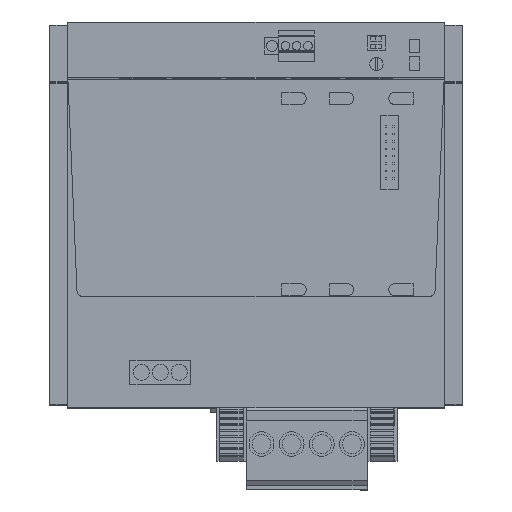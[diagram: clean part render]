
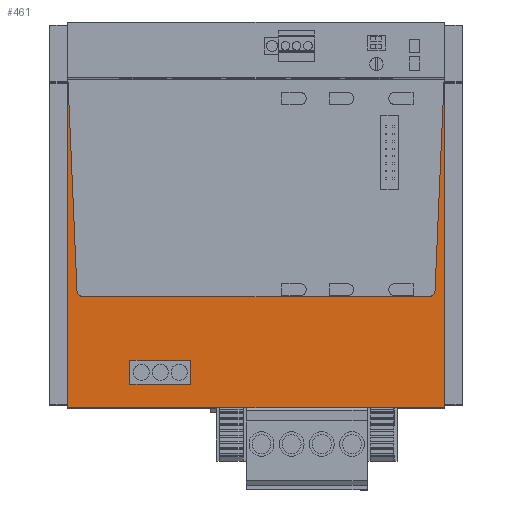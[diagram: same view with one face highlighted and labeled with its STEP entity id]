
A CAD part, top view. The second image highlights one B-rep face of the part: STEP entity #461.
In plain terms, the highlighted planar face has unit normal (0, 0, 1).
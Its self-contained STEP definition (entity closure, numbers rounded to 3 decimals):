
#371=AXIS2_PLACEMENT_3D('Plane Axis2P3D',#368,#369,#370) ;
#426=AXIS2_PLACEMENT_3D('Circle Axis2P3D',#424,#425,$) ;
#440=AXIS2_PLACEMENT_3D('Circle Axis2P3D',#438,#439,$) ;
#142=CARTESIAN_POINT('Vertex',(47.475,35.6,135.45)) ;
#145=CARTESIAN_POINT('Line Origine',(47.475,39.65,135.45)) ;
#149=CARTESIAN_POINT('Vertex',(47.475,43.7,135.45)) ;
#174=CARTESIAN_POINT('Vertex',(27.025,35.6,135.45)) ;
#177=CARTESIAN_POINT('Line Origine',(37.25,35.6,135.45)) ;
#199=CARTESIAN_POINT('Vertex',(27.025,43.7,135.45)) ;
#202=CARTESIAN_POINT('Line Origine',(27.025,39.65,135.45)) ;
#220=CARTESIAN_POINT('Line Origine',(37.25,43.7,135.45)) ;
#368=CARTESIAN_POINT('Axis2P3D Location',(62.,92.65,135.45)) ;
#373=CARTESIAN_POINT('Line Origine',(7.664,102.552,135.45)) ;
#377=CARTESIAN_POINT('Vertex',(6.127,138.141,135.45)) ;
#379=CARTESIAN_POINT('Vertex',(9.202,66.964,135.45)) ;
#382=CARTESIAN_POINT('Line Origine',(6.063,138.141,135.45)) ;
#386=CARTESIAN_POINT('Vertex',(6.,138.141,135.45)) ;
#389=CARTESIAN_POINT('Line Origine',(6.,82.896,135.45)) ;
#393=CARTESIAN_POINT('Vertex',(6.,27.65,135.45)) ;
#396=CARTESIAN_POINT('Line Origine',(69.5,27.65,135.45)) ;
#400=CARTESIAN_POINT('Vertex',(133.,27.65,135.45)) ;
#403=CARTESIAN_POINT('Line Origine',(133.,82.896,135.45)) ;
#407=CARTESIAN_POINT('Vertex',(133.,138.141,135.45)) ;
#410=CARTESIAN_POINT('Line Origine',(132.937,138.141,135.45)) ;
#414=CARTESIAN_POINT('Vertex',(132.873,138.141,135.45)) ;
#417=CARTESIAN_POINT('Line Origine',(131.336,102.552,135.45)) ;
#421=CARTESIAN_POINT('Vertex',(129.798,66.964,135.45)) ;
#424=CARTESIAN_POINT('Axis2P3D Location',(127.8,67.05,135.45)) ;
#428=CARTESIAN_POINT('Vertex',(127.8,65.05,135.45)) ;
#431=CARTESIAN_POINT('Line Origine',(69.5,65.05,135.45)) ;
#435=CARTESIAN_POINT('Vertex',(11.2,65.05,135.45)) ;
#438=CARTESIAN_POINT('Axis2P3D Location',(11.2,67.05,135.45)) ;
#146=DIRECTION('Vector Direction',(0.,-1.,0.)) ;
#178=DIRECTION('Vector Direction',(-1.,0.,0.)) ;
#203=DIRECTION('Vector Direction',(0.,1.,0.)) ;
#221=DIRECTION('Vector Direction',(1.,0.,0.)) ;
#369=DIRECTION('Axis2P3D Direction',(0.,0.,1.)) ;
#370=DIRECTION('Axis2P3D XDirection',(1.,0.,0.)) ;
#374=DIRECTION('Vector Direction',(-0.043,0.999,0.)) ;
#383=DIRECTION('Vector Direction',(-1.,0.,0.)) ;
#390=DIRECTION('Vector Direction',(0.,-1.,0.)) ;
#397=DIRECTION('Vector Direction',(1.,0.,0.)) ;
#404=DIRECTION('Vector Direction',(0.,-1.,0.)) ;
#411=DIRECTION('Vector Direction',(1.,0.,0.)) ;
#418=DIRECTION('Vector Direction',(-0.043,-0.999,0.)) ;
#425=DIRECTION('Axis2P3D Direction',(0.,0.,1.)) ;
#432=DIRECTION('Vector Direction',(-1.,0.,0.)) ;
#439=DIRECTION('Axis2P3D Direction',(0.,0.,1.)) ;
#147=VECTOR('Line Direction',#146,1.) ;
#179=VECTOR('Line Direction',#178,1.) ;
#204=VECTOR('Line Direction',#203,1.) ;
#222=VECTOR('Line Direction',#221,1.) ;
#375=VECTOR('Line Direction',#374,1.) ;
#384=VECTOR('Line Direction',#383,1.) ;
#391=VECTOR('Line Direction',#390,1.) ;
#398=VECTOR('Line Direction',#397,1.) ;
#405=VECTOR('Line Direction',#404,1.) ;
#412=VECTOR('Line Direction',#411,1.) ;
#419=VECTOR('Line Direction',#418,1.) ;
#433=VECTOR('Line Direction',#432,1.) ;
#444=ORIENTED_EDGE('',*,*,#381,.F.) ;
#445=ORIENTED_EDGE('',*,*,#388,.F.) ;
#446=ORIENTED_EDGE('',*,*,#395,.T.) ;
#447=ORIENTED_EDGE('',*,*,#402,.T.) ;
#448=ORIENTED_EDGE('',*,*,#409,.F.) ;
#449=ORIENTED_EDGE('',*,*,#416,.F.) ;
#450=ORIENTED_EDGE('',*,*,#423,.F.) ;
#451=ORIENTED_EDGE('',*,*,#430,.F.) ;
#452=ORIENTED_EDGE('',*,*,#437,.T.) ;
#453=ORIENTED_EDGE('',*,*,#442,.F.) ;
#456=ORIENTED_EDGE('',*,*,#151,.F.) ;
#457=ORIENTED_EDGE('',*,*,#181,.F.) ;
#458=ORIENTED_EDGE('',*,*,#206,.F.) ;
#459=ORIENTED_EDGE('',*,*,#224,.F.) ;
#460=FACE_BOUND('',#455,.T.) ;
#461=ADVANCED_FACE('STROMVERSORGUNG',(#454,#460),#372,.T.) ;
#427=CIRCLE('generated circle',#426,2.) ;
#441=CIRCLE('generated circle',#440,2.) ;
#151=EDGE_CURVE('',#143,#150,#148,.F.) ;
#181=EDGE_CURVE('',#175,#143,#180,.F.) ;
#206=EDGE_CURVE('',#200,#175,#205,.F.) ;
#224=EDGE_CURVE('',#150,#200,#223,.F.) ;
#381=EDGE_CURVE('',#378,#380,#376,.F.) ;
#388=EDGE_CURVE('',#387,#378,#385,.F.) ;
#395=EDGE_CURVE('',#387,#394,#392,.T.) ;
#402=EDGE_CURVE('',#394,#401,#399,.T.) ;
#409=EDGE_CURVE('',#408,#401,#406,.T.) ;
#416=EDGE_CURVE('',#415,#408,#413,.T.) ;
#423=EDGE_CURVE('',#422,#415,#420,.F.) ;
#430=EDGE_CURVE('',#429,#422,#427,.T.) ;
#437=EDGE_CURVE('',#429,#436,#434,.T.) ;
#442=EDGE_CURVE('',#380,#436,#441,.T.) ;
#443=EDGE_LOOP('',(#444,#445,#446,#447,#448,#449,#450,#451,#452,#453)) ;
#455=EDGE_LOOP('',(#456,#457,#458,#459)) ;
#454=FACE_OUTER_BOUND('',#443,.T.) ;
#148=LINE('Line',#145,#147) ;
#180=LINE('Line',#177,#179) ;
#205=LINE('Line',#202,#204) ;
#223=LINE('Line',#220,#222) ;
#376=LINE('Line',#373,#375) ;
#385=LINE('Line',#382,#384) ;
#392=LINE('Line',#389,#391) ;
#399=LINE('Line',#396,#398) ;
#406=LINE('Line',#403,#405) ;
#413=LINE('Line',#410,#412) ;
#420=LINE('Line',#417,#419) ;
#434=LINE('Line',#431,#433) ;
#372=PLANE('',#371) ;
#143=VERTEX_POINT('',#142) ;
#150=VERTEX_POINT('',#149) ;
#175=VERTEX_POINT('',#174) ;
#200=VERTEX_POINT('',#199) ;
#378=VERTEX_POINT('',#377) ;
#380=VERTEX_POINT('',#379) ;
#387=VERTEX_POINT('',#386) ;
#394=VERTEX_POINT('',#393) ;
#401=VERTEX_POINT('',#400) ;
#408=VERTEX_POINT('',#407) ;
#415=VERTEX_POINT('',#414) ;
#422=VERTEX_POINT('',#421) ;
#429=VERTEX_POINT('',#428) ;
#436=VERTEX_POINT('',#435) ;
